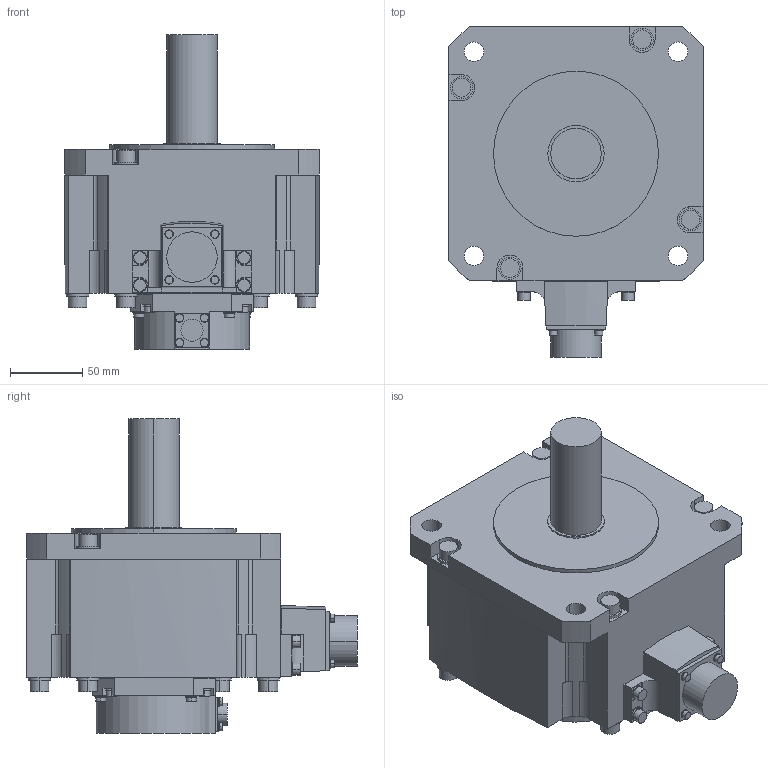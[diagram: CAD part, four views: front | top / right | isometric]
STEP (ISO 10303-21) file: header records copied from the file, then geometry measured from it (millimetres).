
FILE_DESCRIPTION((''),'2;1');
FILE_NAME('HG-SR121_202_ASM','2011-11-04T',('BL67252'),(''),'PRO/ENGINEER BY PARAMETRIC TECHNOLOGY CORPORATION, 2009400','PRO/ENGINEER BY PARAMETRIC TECHNOLOGY CORPORATION, 2009400','');
FILE_SCHEMA(('CONFIG_CONTROL_DESIGN'));
Length unit declared in the file: millimetre
Products named in the file (1): HG-SR121_202_ASM
Bounding box: 176 x 228.85 x 217.5 mm (x, y, z)
Volume: 3191461.6 mm3; surface area: 167714.7 mm2
Topology: 1 solids, 1 shells, 383 faces, 932 edges, 622 vertices
Faces by surface type: cylinder 195, plane 187, cone 1
Entity records: 11522 total; most frequent: DIRECTION 2110, CARTESIAN_POINT 2015, ORIENTED_EDGE 1864, EDGE_CURVE 932, AXIS2_PLACEMENT_3D 799, VERTEX_POINT 622, VECTOR 512, LINE 512
